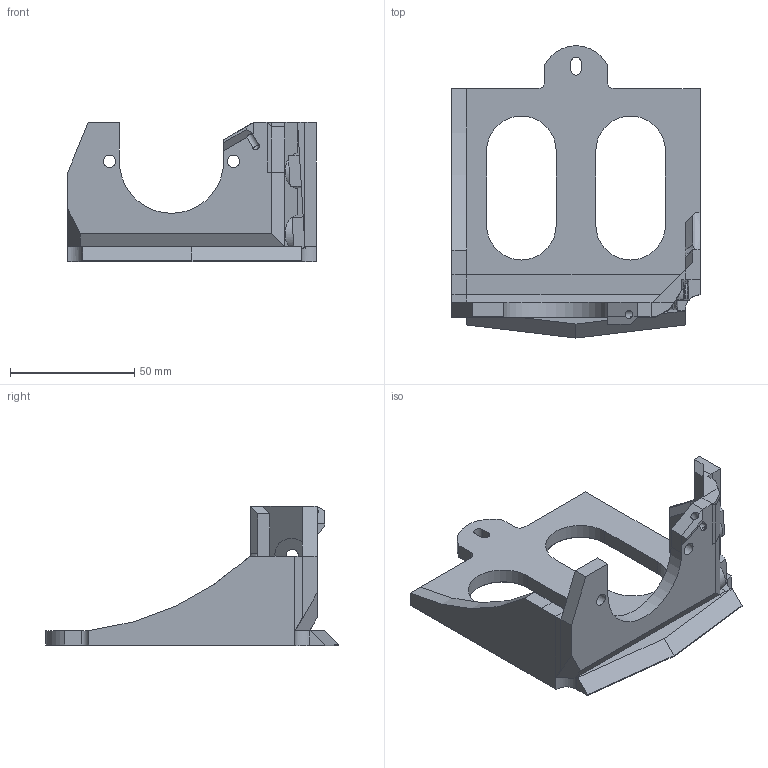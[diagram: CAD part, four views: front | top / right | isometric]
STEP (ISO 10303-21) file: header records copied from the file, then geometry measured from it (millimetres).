
FILE_DESCRIPTION(('FreeCAD Model'),'2;1');
FILE_NAME('extruder_mt_fangtooth-guppy_0.5.step','2020-08-09T07:42:31',('Author'),(''), 'Open CASCADE STEP processor 7.3','FreeCAD','Unknown');
FILE_SCHEMA(('AUTOMOTIVE_DESIGN { 1 0 10303 214 1 1 1 1 }'));
Length unit declared in the file: millimetre
Products named in the file (1): Fillet002
Bounding box: 100 x 117.64 x 56 mm (x, y, z)
Volume: 74570.7 mm3; surface area: 31145.1 mm2
Topology: 1 solids, 1 shells, 157 faces, 429 edges, 264 vertices
Faces by surface type: plane 115, cylinder 27, cone 9, bspline 4, revolution 2
Full cylindrical faces by diameter (mm): 3.4 x1, 5 x5
Entity records: 12141 total; most frequent: CARTESIAN_POINT 3989, DIRECTION 1430, LINE 865, VECTOR 865, ORIENTED_EDGE 844, PCURVE 844, DEFINITIONAL_REPRESENTATION 844, EDGE_CURVE 422
